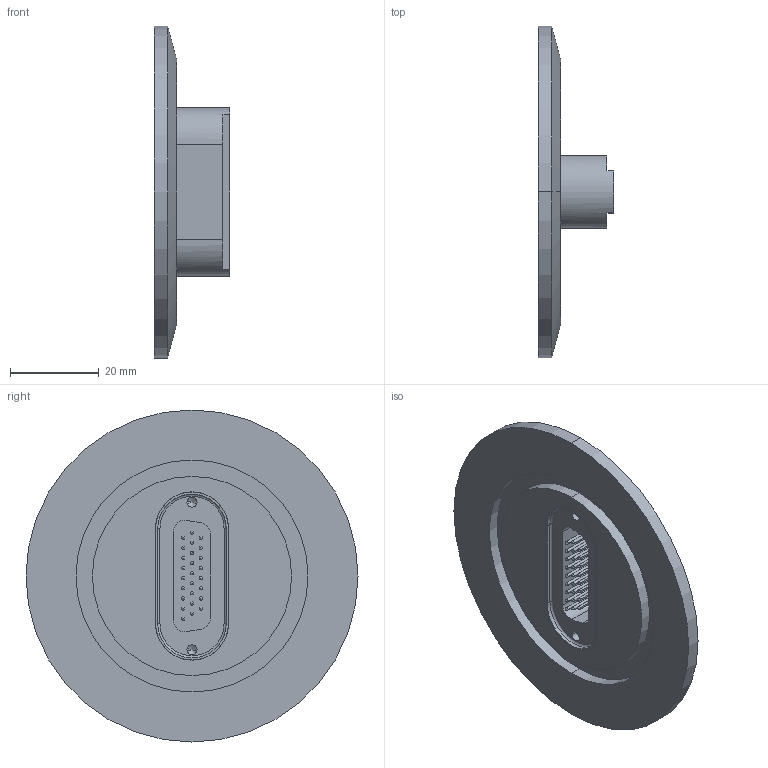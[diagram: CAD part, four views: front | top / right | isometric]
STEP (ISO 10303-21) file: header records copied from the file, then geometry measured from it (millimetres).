
FILE_DESCRIPTION (( 'STEP AP214' ), '1' );
FILE_NAME ('210-HD26-K50.step', '2025-02-17T20:31:40', ( '' ), ( '' ), 'SwSTEP 2.0', 'SolidWorks 2022', '' );
FILE_SCHEMA (( 'AUTOMOTIVE_DESIGN' ));
Length unit declared in the file: millimetre
Products named in the file (5): 9210-D15-K50_DN50 KF; 210-HD26-K50; 9210-PIN-FENI-0.7_vergoldet; 9218-HDX-SS_26pol.0,7 mm Logo; 218-HDX-SS_218-HD26-SS
Assembly tree (29 placements, depth 3):
  210-HD26-K50
    9210-D15-K50_DN50 KF
    218-HDX-SS_218-HD26-SS
      9218-HDX-SS_26pol.0,7 mm Logo
      9210-PIN-FENI-0.7_vergoldet  x26
Bounding box: 17 x 75 x 75 mm (x, y, z)
Volume: 22242.9 mm3; surface area: 14604.9 mm2
Topology: 28 solids, 28 shells, 418 faces, 1156 edges, 762 vertices
Faces by surface type: cylinder 179, plane 148, sphere 52, bspline 27, cone 10, torus 2
Entity records: 12050 total; most frequent: CARTESIAN_POINT 3522, DIRECTION 1702, ORIENTED_EDGE 1684, EDGE_CURVE 842, AXIS2_PLACEMENT_3D 590, VERTEX_POINT 558, VECTOR 522, LINE 522
